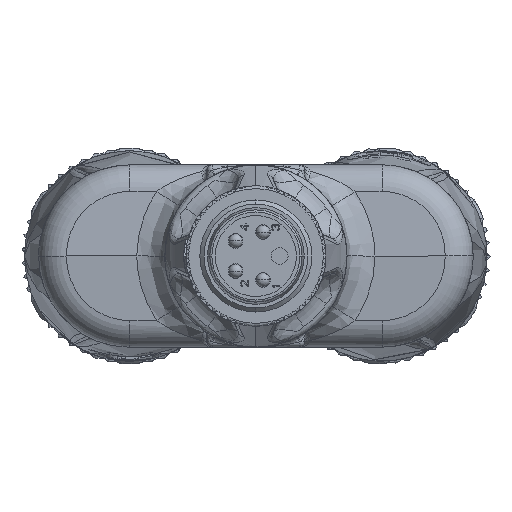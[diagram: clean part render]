
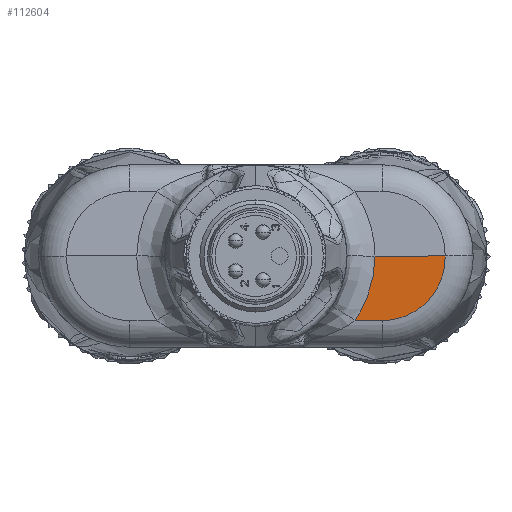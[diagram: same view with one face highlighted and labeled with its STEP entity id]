
A CAD part, left-side view. The second image highlights one B-rep face of the part: STEP entity #112604.
In plain terms, the highlighted planar face has unit normal (-0.999, 0, -0.052).
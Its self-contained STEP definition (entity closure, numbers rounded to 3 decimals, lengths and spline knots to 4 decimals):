
#31860=CARTESIAN_POINT('',(-4.62,-8.4993,
0.));
#31861=CARTESIAN_POINT('',(-4.6094,-8.4968,
-0.2029));
#31862=CARTESIAN_POINT('',(-4.5881,-8.4774,
-0.6079));
#31863=CARTESIAN_POINT('',(-4.5563,-8.4044,
-1.2146));
#31864=CARTESIAN_POINT('',(-4.5249,-8.2878,
-1.8154));
#31865=CARTESIAN_POINT('',(-4.4939,-8.1282,
-2.4069));
#31866=CARTESIAN_POINT('',(-4.4635,-7.9263,
-2.9856));
#31867=CARTESIAN_POINT('',(-4.4341,-7.6834,
-3.5476));
#31868=CARTESIAN_POINT('',(-4.4056,-7.4012,
-4.0901));
#31869=CARTESIAN_POINT('',(-4.3875,-7.1887,
-4.4356));
#31870=CARTESIAN_POINT('',(-4.3787,-7.0762,
-4.6047));
#31890=DIRECTION('',(0.,-1.,0.));
#31891=VECTOR('',#31890,4.9992);
#31892=CARTESIAN_POINT('',(-4.62,-8.4993,
0.));
#31893=LINE('',#31892,#31891);
#31894=CARTESIAN_POINT('',(-4.62,-13.4984,
0.));
#31895=CARTESIAN_POINT('',(-4.6131,-13.5015,
-0.1317));
#31896=CARTESIAN_POINT('',(-4.5993,-13.4965,
-0.3949));
#31897=CARTESIAN_POINT('',(-4.5785,-13.4535,
-0.7911));
#31898=CARTESIAN_POINT('',(-4.558,-13.3753,-1.183));
#31899=CARTESIAN_POINT('',(-4.5379,-13.2626,
-1.5667));
#31900=CARTESIAN_POINT('',(-4.5184,-13.1165,
-1.938));
#31901=CARTESIAN_POINT('',(-4.4997,-12.9383,
-2.2948));
#31902=CARTESIAN_POINT('',(-4.4819,-12.7289,
-2.6347));
#31903=CARTESIAN_POINT('',(-4.4651,-12.4901,
-2.9549));
#31904=CARTESIAN_POINT('',(-4.4495,-12.224,
-3.2526));
#31905=CARTESIAN_POINT('',(-4.4352,-11.9326,
-3.5256));
#31906=CARTESIAN_POINT('',(-4.4223,-11.618,
-3.7718));
#31907=CARTESIAN_POINT('',(-4.4109,-11.2828,
-3.9892));
#31908=CARTESIAN_POINT('',(-4.4011,-10.9298,
-4.176));
#31909=CARTESIAN_POINT('',(-4.393,-10.5616,
-4.331));
#31910=CARTESIAN_POINT('',(-4.3866,-10.181,
-4.4528));
#31911=CARTESIAN_POINT('',(-4.3821,-9.7919,
-4.5403));
#31912=CARTESIAN_POINT('',(-4.3793,-9.3966,
-4.5931));
#31913=CARTESIAN_POINT('',(-4.3787,-9.1353,
-4.6046));
#31914=CARTESIAN_POINT('',(-4.3787,-9.0046,
-4.6047));
#32203=DIRECTION('',(0.,-1.,0.));
#32204=VECTOR('',#32203,1.9254);
#32205=CARTESIAN_POINT('',(-4.3787,-7.0762,
-4.6047));
#32206=LINE('',#32205,#32204);
#51147=VERTEX_POINT('',#31860);
#51148=VERTEX_POINT('',#31870);
#51153=CARTESIAN_POINT('',(-4.62,-13.4986,
0.));
#51154=VERTEX_POINT('',#51153);
#51155=VERTEX_POINT('',#31914);
#112590=CARTESIAN_POINT('',(-4.62,-15.5,0.));
#112591=DIRECTION('',(0.999,0.,0.052));
#112592=DIRECTION('',(0.,-1.,0.));
#112593=AXIS2_PLACEMENT_3D('',#112590,#112591,#112592);
#112594=PLANE('',#112593);
#112595=ORIENTED_EDGE('',*,*,#112573,.F.);
#112597=ORIENTED_EDGE('',*,*,#112596,.T.);
#112599=ORIENTED_EDGE('',*,*,#112598,.T.);
#112601=ORIENTED_EDGE('',*,*,#112600,.F.);
#112602=EDGE_LOOP('',(#112595,#112597,#112599,#112601));
#112603=FACE_OUTER_BOUND('',#112602,.F.);
#112604=ADVANCED_FACE('',(#112603),#112594,.F.);
#31871=B_SPLINE_CURVE_WITH_KNOTS('',3,(#31860,#31861,#31862,#31863,#31864,
#31865,#31866,#31867,#31868,#31869,#31870),.UNSPECIFIED.,.F.,.F.,(4,1,1,1,1,1,1,
1,4),(0.,0.125,0.25,0.375,0.5,0.625,0.75,0.875,1.),
.UNSPECIFIED.);
#31915=B_SPLINE_CURVE_WITH_KNOTS('',3,(#31894,#31895,#31896,#31897,#31898,
#31899,#31900,#31901,#31902,#31903,#31904,#31905,#31906,#31907,#31908,#31909,
#31910,#31911,#31912,#31913,#31914),.UNSPECIFIED.,.F.,.F.,(4,1,1,1,1,1,1,1,1,1,
1,1,1,1,1,1,1,1,4),(0.,0.0556,0.1111,0.1667,
0.2222,0.2778,0.3333,0.3889,
0.4444,0.5,0.5556,0.6111,0.6667,
0.7222,0.7778,0.8333,0.8889,
0.9444,1.),.UNSPECIFIED.);
#112573=EDGE_CURVE('',#51147,#51148,#31871,.T.);
#112596=EDGE_CURVE('',#51147,#51154,#31893,.T.);
#112598=EDGE_CURVE('',#51154,#51155,#31915,.T.);
#112600=EDGE_CURVE('',#51148,#51155,#32206,.T.);
